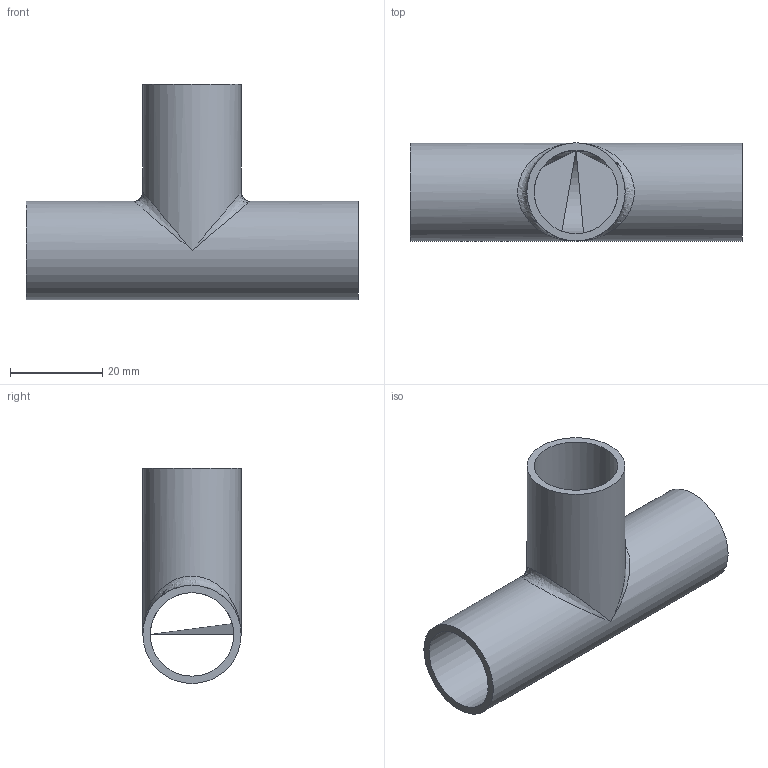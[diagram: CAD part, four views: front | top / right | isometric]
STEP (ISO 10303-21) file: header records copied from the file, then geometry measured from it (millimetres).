
FILE_DESCRIPTION((''),'2;1');
FILE_NAME('10403015X000.stp','2010-09-06T11:37:17',('thilbrands'),(''),'Autodesk Inventor 2008','Autodesk Inventor 2008','');
FILE_SCHEMA(('AUTOMOTIVE_DESIGN { 1 0 10303 214 1 1 1 1 }'));
Length unit declared in the file: millimetre
Products named in the file (1): 10403008X000
Bounding box: 72 x 21.3 x 46.65 mm (x, y, z)
Volume: 9429.5 mm3; surface area: 12058.4 mm2
Topology: 1 solids, 1 shells, 11 faces, 30 edges, 12 vertices
Faces by surface type: bspline 4, cylinder 4, plane 3
Full cylindrical faces by diameter (mm): 18.1 x2, 21.3 x2
Entity records: 1165 total; most frequent: CARTESIAN_POINT 953, DIRECTION 36, ORIENTED_EDGE 28, EDGE_LOOP 20, AXIS2_PLACEMENT_3D 18, EDGE_CURVE 14, FACE_OUTER_BOUND 11, ADVANCED_FACE 11
